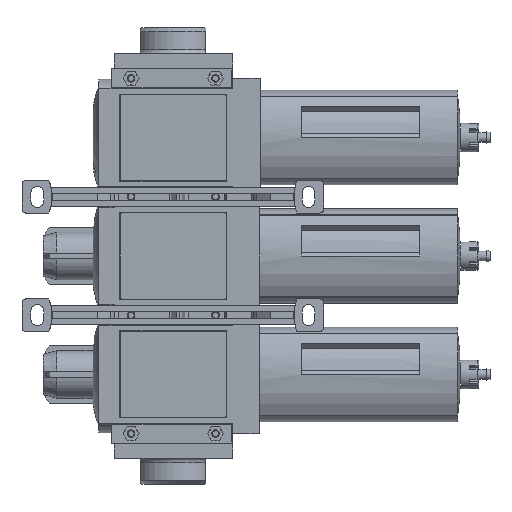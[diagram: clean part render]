
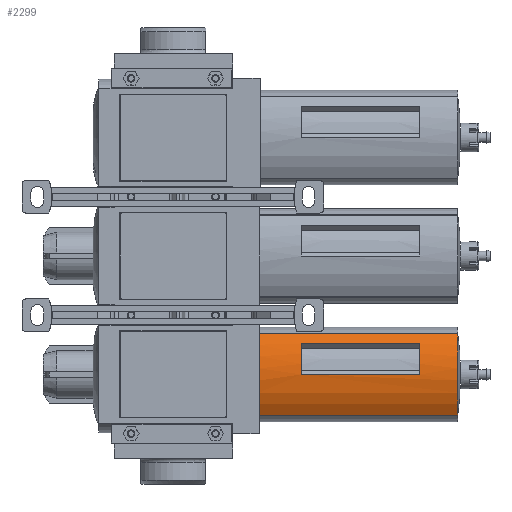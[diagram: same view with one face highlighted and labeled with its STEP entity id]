
A CAD part, left-side view. The second image highlights one B-rep face of the part: STEP entity #2299.
In plain terms, the highlighted cylindrical face has radius 40 mm (diameter 80 mm), a partial arc.
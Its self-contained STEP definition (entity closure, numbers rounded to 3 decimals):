
#2299 = ADVANCED_FACE( '', ( #5206, #5207 ), #5208, .T. );
#5206 = FACE_OUTER_BOUND( '', #8945, .T. );
#5207 = FACE_BOUND( '', #8946, .T. );
#5208 = CYLINDRICAL_SURFACE( '', #8947, 40. );
#8945 = EDGE_LOOP( '', ( #15246, #15247, #15248, #15249 ) );
#8946 = EDGE_LOOP( '', ( #15250, #15251, #15252, #15253 ) );
#8947 = AXIS2_PLACEMENT_3D( '', #15254, #15255, #15256 );
#15246 = ORIENTED_EDGE( '', *, *, #24465, .T. );
#15247 = ORIENTED_EDGE( '', *, *, #24466, .T. );
#15248 = ORIENTED_EDGE( '', *, *, #24467, .F. );
#15249 = ORIENTED_EDGE( '', *, *, #23029, .F. );
#15250 = ORIENTED_EDGE( '', *, *, #22941, .F. );
#15251 = ORIENTED_EDGE( '', *, *, #24468, .F. );
#15252 = ORIENTED_EDGE( '', *, *, #24419, .T. );
#15253 = ORIENTED_EDGE( '', *, *, #23708, .F. );
#15254 = CARTESIAN_POINT( '', ( 12., -45., 0. ) );
#15255 = DIRECTION( '', ( 0., 1., 0. ) );
#15256 = DIRECTION( '', ( 0., 0., -1. ) );
#22941 = EDGE_CURVE( '', #27814, #27816, #27817, .T. );
#23029 = EDGE_CURVE( '', #27964, #27966, #27967, .T. );
#23708 = EDGE_CURVE( '', #27816, #29106, #29107, .T. );
#24419 = EDGE_CURVE( '', #30211, #29106, #30212, .T. );
#24465 = EDGE_CURVE( '', #27964, #30280, #30281, .T. );
#24466 = EDGE_CURVE( '', #30280, #30282, #30283, .T. );
#24467 = EDGE_CURVE( '', #27966, #30282, #30284, .T. );
#24468 = EDGE_CURVE( '', #30211, #27814, #30285, .F. );
#27814 = VERTEX_POINT( '', #34804 );
#27816 = VERTEX_POINT( '', #34807 );
#27817 = CIRCLE( '', #34808, 40. );
#27964 = VERTEX_POINT( '', #35015 );
#27966 = VERTEX_POINT( '', #35017 );
#27967 = CIRCLE( '', #35018, 40. );
#29106 = VERTEX_POINT( '', #36893 );
#29107 = LINE( '', #36894, #36895 );
#30211 = VERTEX_POINT( '', #38709 );
#30212 = CIRCLE( '', #38710, 40. );
#30280 = VERTEX_POINT( '', #38834 );
#30281 = LINE( '', #38835, #38836 );
#30282 = VERTEX_POINT( '', #38837 );
#30283 = CIRCLE( '', #38838, 40. );
#30284 = LINE( '', #38839, #38840 );
#30285 = LINE( '', #38841, #38842 );
#34804 = CARTESIAN_POINT( '', ( -24.602, -67., 16.134 ) );
#34807 = CARTESIAN_POINT( '', ( -28., -67., 0. ) );
#34808 = AXIS2_PLACEMENT_3D( '', #43779, #43780, #43781 );
#35015 = CARTESIAN_POINT( '', ( -21.879, -45., -21.266 ) );
#35017 = CARTESIAN_POINT( '', ( -21.879, -45., 21.266 ) );
#35018 = AXIS2_PLACEMENT_3D( '', #43881, #43882, #43883 );
#36893 = CARTESIAN_POINT( '', ( -28., -129., 0. ) );
#36894 = CARTESIAN_POINT( '', ( -28., -45., 0. ) );
#36895 = VECTOR( '', #44656, 1000. );
#38709 = CARTESIAN_POINT( '', ( -24.602, -129., 16.134 ) );
#38710 = AXIS2_PLACEMENT_3D( '', #45435, #45436, #45437 );
#38834 = CARTESIAN_POINT( '', ( -21.879, -148.89, -21.266 ) );
#38835 = CARTESIAN_POINT( '', ( -21.879, -45., -21.266 ) );
#38836 = VECTOR( '', #45475, 1000. );
#38837 = CARTESIAN_POINT( '', ( -21.879, -148.89, 21.266 ) );
#38838 = AXIS2_PLACEMENT_3D( '', #45476, #45477, #45478 );
#38839 = CARTESIAN_POINT( '', ( -21.879, -45., 21.266 ) );
#38840 = VECTOR( '', #45479, 1000. );
#38841 = CARTESIAN_POINT( '', ( -24.602, -45., 16.134 ) );
#38842 = VECTOR( '', #45480, 1000. );
#43779 = CARTESIAN_POINT( '', ( 12., -67., 0. ) );
#43780 = DIRECTION( '', ( 0., -1., 0. ) );
#43781 = DIRECTION( '', ( 0., 0., -1. ) );
#43881 = CARTESIAN_POINT( '', ( 12., -45., 0. ) );
#43882 = DIRECTION( '', ( 0., 1., 0. ) );
#43883 = DIRECTION( '', ( 1., 0., 0. ) );
#44656 = DIRECTION( '', ( 0., -1., 0. ) );
#45435 = CARTESIAN_POINT( '', ( 12., -129., 0. ) );
#45436 = DIRECTION( '', ( 0., -1., 0. ) );
#45437 = DIRECTION( '', ( 0., 0., -1. ) );
#45475 = DIRECTION( '', ( 0., -1., 0. ) );
#45476 = CARTESIAN_POINT( '', ( 12., -148.89, 0. ) );
#45477 = DIRECTION( '', ( 0., 1., 0. ) );
#45478 = DIRECTION( '', ( 0., 0., 1. ) );
#45479 = DIRECTION( '', ( 0., -1., 0. ) );
#45480 = DIRECTION( '', ( 0., -1., 0. ) );
